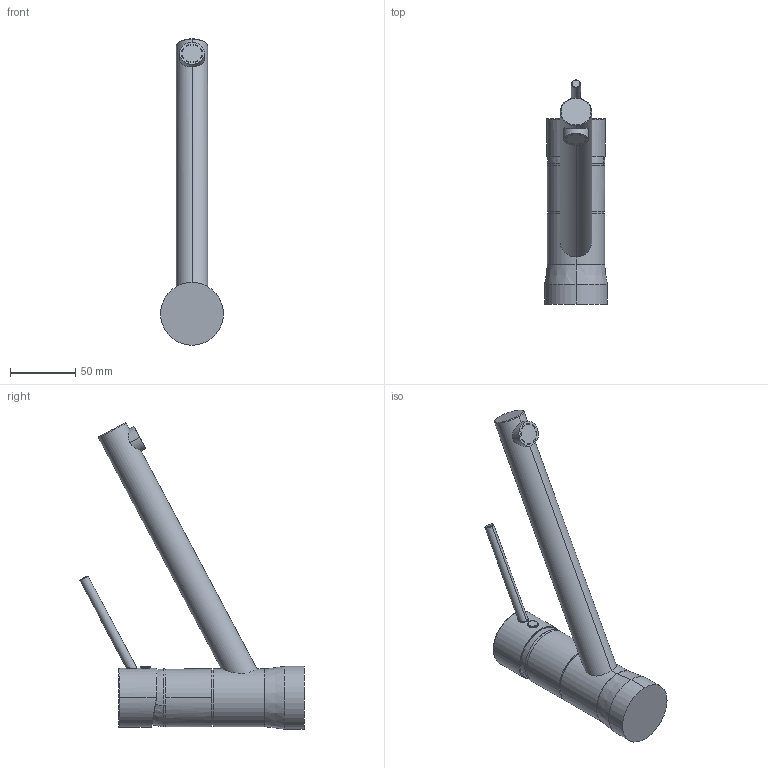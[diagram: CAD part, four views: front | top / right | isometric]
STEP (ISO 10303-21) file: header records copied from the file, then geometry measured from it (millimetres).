
FILE_DESCRIPTION(('STEP AP214'),'1');
FILE_NAME('Kludi Scope 5.STP','2026-01-13T12:32:42',(' '),(' '),'Spatial InterOp 3D',' ',' ');
FILE_SCHEMA(('AUTOMOTIVE_DESIGN { 1 0 10303 214 1 1 1 1 }'));
Length unit declared in the file: millimetre
Products named in the file (2): Kludi Scope 5; ASSEM1
Assembly tree (1 placements, depth 2):
  Kludi Scope 5
    ASSEM1
Bounding box: 48 x 171.16 x 234.01 mm (x, y, z)
Volume: 321756.8 mm3; surface area: 41765.6 mm2
Topology: 1 solids, 1 shells, 69 faces, 179 edges, 125 vertices
Faces by surface type: cylinder 24, plane 22, torus 9, bspline 6, cone 4, sphere 4
Entity records: 4080 total; most frequent: CARTESIAN_POINT 2421, DIRECTION 340, ORIENTED_EDGE 336, EDGE_CURVE 168, AXIS2_PLACEMENT_3D 145, VERTEX_POINT 118, EDGE_LOOP 82, CIRCLE 82
